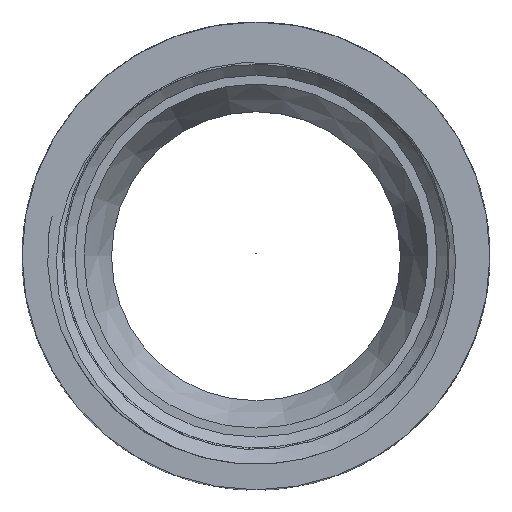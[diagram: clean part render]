
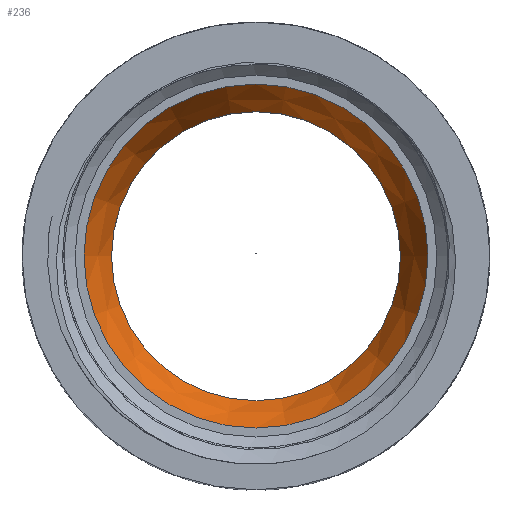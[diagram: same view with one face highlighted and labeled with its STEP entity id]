
A CAD part, top view. The second image highlights one B-rep face of the part: STEP entity #236.
In plain terms, the highlighted conical face has half-angle 26.565 degrees and reference radius 11.5 mm.
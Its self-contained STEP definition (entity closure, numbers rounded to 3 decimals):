
#236=ADVANCED_FACE('',(#1065,#1067),#1069,.F.);
#1065=FACE_OUTER_BOUND('',#1066,.T.);
#1066=EDGE_LOOP('',(#5442));
#1067=FACE_OUTER_BOUND('',#1068,.T.);
#1068=EDGE_LOOP('',(#5443));
#1069=CONICAL_SURFACE('',#1070,11.5,0.464);
#1070=AXIS2_PLACEMENT_3D('',#1071,#1072,#1073);
#1071=CARTESIAN_POINT('',(0.,0.,7.));
#1072=DIRECTION('',(0.,0.,1.));
#1073=DIRECTION('',(-1.,0.,0.));
#5442=ORIENTED_EDGE('',*,*,#5810,.F.);
#5443=ORIENTED_EDGE('',*,*,#5815,.T.);
#5810=EDGE_CURVE('',#6379,#6379,#6380,.T.);
#5815=EDGE_CURVE('',#6389,#6389,#6390,.T.);
#6379=VERTEX_POINT('',#7695);
#6380=CIRCLE('',#7696,10.5);
#6389=VERTEX_POINT('',#7877);
#6390=CIRCLE('',#7878,12.5);
#7695=CARTESIAN_POINT('',(-10.5,0.,5.));
#7696=AXIS2_PLACEMENT_3D('',#7697,#7698,#7699);
#7697=CARTESIAN_POINT('',(0.,0.,5.));
#7698=DIRECTION('',(0.,0.,1.));
#7699=DIRECTION('',(-1.,0.,0.));
#7877=CARTESIAN_POINT('',(-12.5,0.,9.));
#7878=AXIS2_PLACEMENT_3D('',#7879,#7880,#7881);
#7879=CARTESIAN_POINT('',(0.,0.,9.));
#7880=DIRECTION('',(0.,0.,1.));
#7881=DIRECTION('',(-1.,0.,0.));
